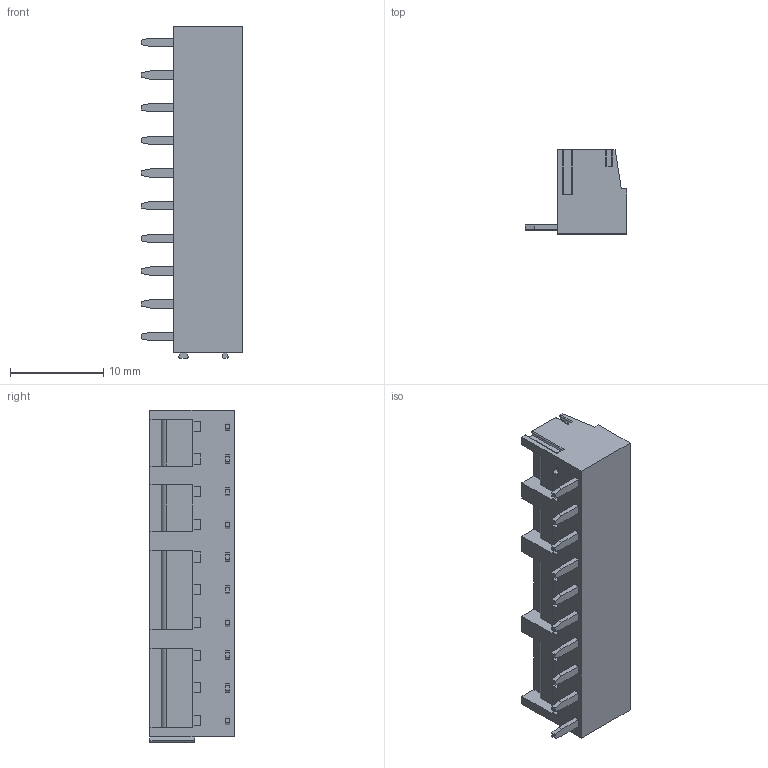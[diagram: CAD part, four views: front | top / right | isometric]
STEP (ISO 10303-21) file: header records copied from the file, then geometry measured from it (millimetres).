
FILE_DESCRIPTION((''),'2;1');
FILE_NAME('PRT0001','2025-02-21T',('sj'),(''),'PRO/ENGINEER BY PARAMETRIC TECHNOLOGY CORPORATION, 2013240','PRO/ENGINEER BY PARAMETRIC TECHNOLOGY CORPORATION, 2013240','');
FILE_SCHEMA(('AUTOMOTIVE_DESIGN_CC2 { 1 2 10303 214 -1 1 5 2 }'));
Length unit declared in the file: millimetre
Products named in the file (1): PRT0001
Bounding box: 10.9 x 9 x 35.55 mm (x, y, z)
Volume: 1881 mm3; surface area: 1804.5 mm2
Topology: 1 solids, 1 shells, 446 faces, 1102 edges, 688 vertices
Faces by surface type: plane 294, cylinder 92, cone 60
Entity records: 12990 total; most frequent: DIRECTION 2238, CARTESIAN_POINT 2236, ORIENTED_EDGE 2204, EDGE_CURVE 1102, VECTOR 858, LINE 858, AXIS2_PLACEMENT_3D 690, VERTEX_POINT 688
